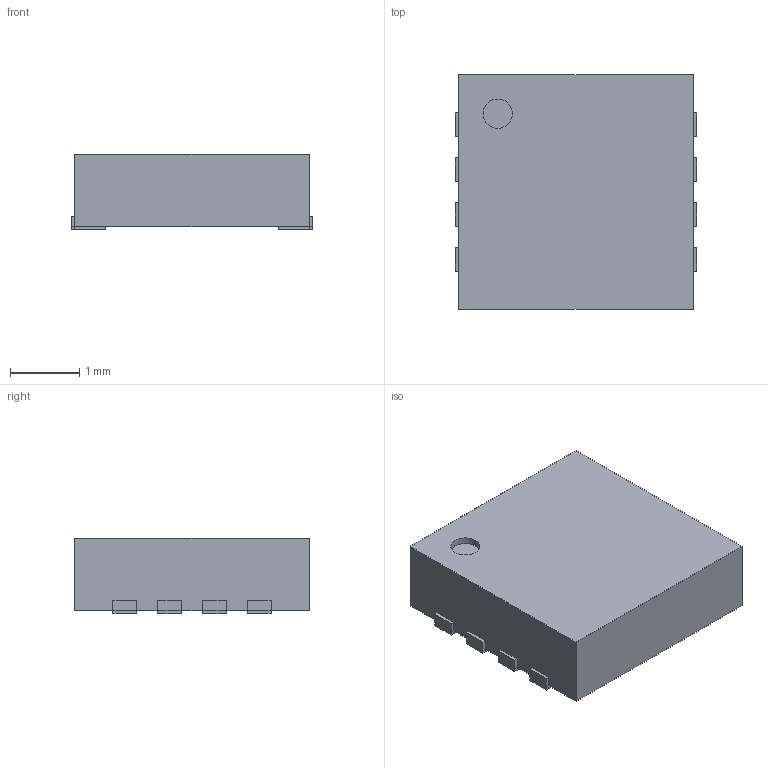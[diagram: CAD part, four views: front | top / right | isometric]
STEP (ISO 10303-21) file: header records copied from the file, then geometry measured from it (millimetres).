
FILE_DESCRIPTION(('Open CASCADE Model'),'2;1');
FILE_NAME('Open CASCADE Shape Model','2018-02-01T15:15:20',('Author'),( 'Open CASCADE'),'Open CASCADE STEP processor 6.8','Open CASCADE 6.8' ,'Unknown');
FILE_SCHEMA(('AUTOMOTIVE_DESIGN_CC2 { 1 2 10303 214 -1 1 5 4 }'));
Length unit declared in the file: millimetre
Products named in the file (6): QFN65P330X330X110-8L.step; Open CASCADE STEP translator 6.8 48.1; Body; Open CASCADE STEP translator 6.8 48.2.1; Pin_Shape; Open CASCADE STEP translator 6.8 48.3.1
Assembly tree (12 placements, depth 3):
  QFN65P330X330X110-8L.step
    Open CASCADE STEP translator 6.8 48.1
    Body
      Open CASCADE STEP translator 6.8 48.2.1
    Pin_Shape  x8
      Open CASCADE STEP translator 6.8 48.3.1
Bounding box: 3.5 x 3.4 x 1.1 mm (x, y, z)
Volume: 12.2 mm3; surface area: 42 mm2
Topology: 9 solids, 10 shells, 121 faces, 240 edges, 139 vertices
Faces by surface type: plane 120, cylinder 1
Full cylindrical faces by diameter (mm): 0.425 x1
Entity records: 1318 total; most frequent: DIRECTION 203, CARTESIAN_POINT 202, LINE 123, VECTOR 123, ORIENTED_EDGE 87, PCURVE 87, DEFINITIONAL_REPRESENTATION 87, EDGE_CURVE 44
